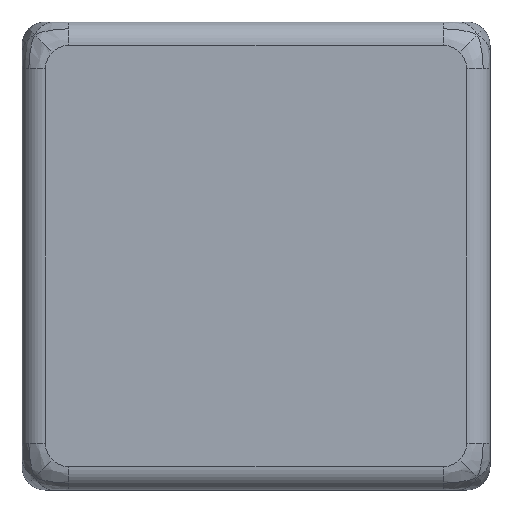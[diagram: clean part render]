
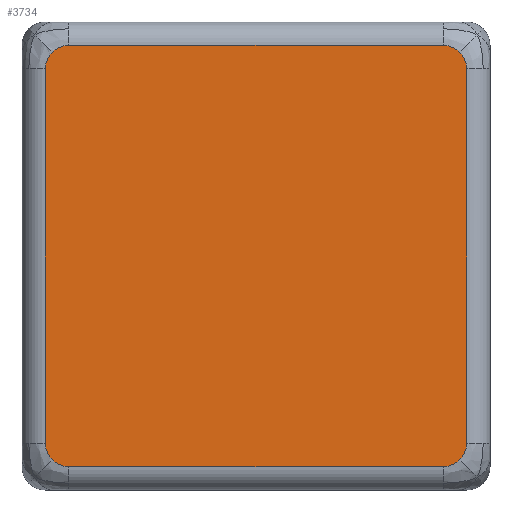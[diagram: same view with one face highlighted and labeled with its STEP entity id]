
A CAD part, left-side view. The second image highlights one B-rep face of the part: STEP entity #3734.
In plain terms, the highlighted planar face has unit normal (-1, 0, 0).
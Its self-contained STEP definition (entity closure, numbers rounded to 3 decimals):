
#302=LINE('',#9938,#562);
#303=LINE('',#9940,#563);
#308=LINE('',#9948,#568);
#310=LINE('',#9951,#570);
#562=VECTOR('',#4955,10.);
#563=VECTOR('',#4958,10.);
#568=VECTOR('',#4969,10.);
#570=VECTOR('',#4973,10.);
#650=PLANE('',#4071);
#860=FACE_OUTER_BOUND('',#1072,.T.);
#1072=EDGE_LOOP('',(#3403,#3404,#3405,#3406,#3407,#3408,#3409,#3410,#3411,
#3412,#3413,#3414));
#1187=CIRCLE('',#3919,4.999);
#1197=CIRCLE('',#3929,4.999);
#1207=CIRCLE('',#3939,4.999);
#1217=CIRCLE('',#3949,4.999);
#1276=CIRCLE('',#4058,4.999);
#1278=CIRCLE('',#4060,4.999);
#1280=CIRCLE('',#4062,4.999);
#1282=CIRCLE('',#4064,4.999);
#1565=VERTEX_POINT('',#7684);
#1566=VERTEX_POINT('',#7691);
#1577=VERTEX_POINT('',#7922);
#1578=VERTEX_POINT('',#7929);
#1589=VERTEX_POINT('',#8160);
#1590=VERTEX_POINT('',#8167);
#1601=VERTEX_POINT('',#8398);
#1602=VERTEX_POINT('',#8405);
#1735=VERTEX_POINT('',#9817);
#1736=VERTEX_POINT('',#9856);
#1737=VERTEX_POINT('',#9895);
#1738=VERTEX_POINT('',#9934);
#2029=EDGE_CURVE('',#1565,#1566,#1187,.T.);
#2045=EDGE_CURVE('',#1577,#1578,#1197,.T.);
#2061=EDGE_CURVE('',#1589,#1590,#1207,.T.);
#2077=EDGE_CURVE('',#1601,#1602,#1217,.T.);
#2287=EDGE_CURVE('',#1735,#1601,#1276,.T.);
#2289=EDGE_CURVE('',#1736,#1589,#1278,.T.);
#2291=EDGE_CURVE('',#1737,#1577,#1280,.T.);
#2293=EDGE_CURVE('',#1738,#1565,#1282,.T.);
#2294=EDGE_CURVE('',#1590,#1738,#302,.T.);
#2295=EDGE_CURVE('',#1566,#1737,#303,.T.);
#2300=EDGE_CURVE('',#1578,#1735,#308,.T.);
#2302=EDGE_CURVE('',#1602,#1736,#310,.T.);
#3403=ORIENTED_EDGE('',*,*,#2293,.F.);
#3404=ORIENTED_EDGE('',*,*,#2294,.F.);
#3405=ORIENTED_EDGE('',*,*,#2061,.F.);
#3406=ORIENTED_EDGE('',*,*,#2289,.F.);
#3407=ORIENTED_EDGE('',*,*,#2302,.F.);
#3408=ORIENTED_EDGE('',*,*,#2077,.F.);
#3409=ORIENTED_EDGE('',*,*,#2287,.F.);
#3410=ORIENTED_EDGE('',*,*,#2300,.F.);
#3411=ORIENTED_EDGE('',*,*,#2045,.F.);
#3412=ORIENTED_EDGE('',*,*,#2291,.F.);
#3413=ORIENTED_EDGE('',*,*,#2295,.F.);
#3414=ORIENTED_EDGE('',*,*,#2029,.F.);
#3734=ADVANCED_FACE('',(#860),#650,.F.);
#3919=AXIS2_PLACEMENT_3D('',#7692,#4534,#4535);
#3929=AXIS2_PLACEMENT_3D('',#7930,#4554,#4555);
#3939=AXIS2_PLACEMENT_3D('',#8168,#4574,#4575);
#3949=AXIS2_PLACEMENT_3D('',#8406,#4594,#4595);
#4058=AXIS2_PLACEMENT_3D('',#9819,#4939,#4940);
#4060=AXIS2_PLACEMENT_3D('',#9858,#4943,#4944);
#4062=AXIS2_PLACEMENT_3D('',#9897,#4947,#4948);
#4064=AXIS2_PLACEMENT_3D('',#9936,#4951,#4952);
#4071=AXIS2_PLACEMENT_3D('',#9952,#4974,#4975);
#4534=DIRECTION('center_axis',(1.,0.,0.));
#4535=DIRECTION('ref_axis',(0.,0.707,-0.707));
#4554=DIRECTION('center_axis',(1.,0.,0.));
#4555=DIRECTION('ref_axis',(0.,0.707,0.707));
#4574=DIRECTION('center_axis',(1.,0.,0.));
#4575=DIRECTION('ref_axis',(0.,-0.707,-0.707));
#4594=DIRECTION('center_axis',(1.,0.,0.));
#4595=DIRECTION('ref_axis',(0.,-0.707,0.707));
#4939=DIRECTION('center_axis',(1.,0.,0.));
#4940=DIRECTION('ref_axis',(0.,-0.707,0.707));
#4943=DIRECTION('center_axis',(1.,0.,0.));
#4944=DIRECTION('ref_axis',(0.,-0.707,-0.707));
#4947=DIRECTION('center_axis',(1.,0.,0.));
#4948=DIRECTION('ref_axis',(0.,0.707,0.707));
#4951=DIRECTION('center_axis',(1.,0.,0.));
#4952=DIRECTION('ref_axis',(0.,0.707,-0.707));
#4955=DIRECTION('',(0.,1.,0.));
#4958=DIRECTION('',(0.,0.,1.));
#4969=DIRECTION('',(0.,-1.,0.));
#4973=DIRECTION('',(0.,0.,-1.));
#4974=DIRECTION('center_axis',(1.,0.,0.));
#4975=DIRECTION('ref_axis',(0.,0.,-1.));
#7684=CARTESIAN_POINT('',(0.,93.536,-93.536));
#7691=CARTESIAN_POINT('',(0.,95.,-90.001));
#7692=CARTESIAN_POINT('Origin',(0.,90.001,-90.001));
#7922=CARTESIAN_POINT('',(0.,93.536,-6.464));
#7929=CARTESIAN_POINT('',(0.,90.001,-5.));
#7930=CARTESIAN_POINT('Origin',(0.,90.001,-9.999));
#8160=CARTESIAN_POINT('',(0.,6.464,-93.536));
#8167=CARTESIAN_POINT('',(0.,9.999,-95.));
#8168=CARTESIAN_POINT('Origin',(0.,9.999,-90.001));
#8398=CARTESIAN_POINT('',(0.,6.464,-6.464));
#8405=CARTESIAN_POINT('',(0.,5.,-9.999));
#8406=CARTESIAN_POINT('Origin',(0.,9.999,-9.999));
#9817=CARTESIAN_POINT('',(0.,9.999,-5.));
#9819=CARTESIAN_POINT('Origin',(0.,9.999,-9.999));
#9856=CARTESIAN_POINT('',(0.,5.,-90.001));
#9858=CARTESIAN_POINT('Origin',(0.,9.999,-90.001));
#9895=CARTESIAN_POINT('',(0.,95.,-9.999));
#9897=CARTESIAN_POINT('Origin',(0.,90.001,-9.999));
#9934=CARTESIAN_POINT('',(0.,90.001,-95.));
#9936=CARTESIAN_POINT('Origin',(0.,90.001,-90.001));
#9938=CARTESIAN_POINT('',(0.,50.,-95.));
#9940=CARTESIAN_POINT('',(0.,95.,-50.));
#9948=CARTESIAN_POINT('',(0.,50.,-5.));
#9951=CARTESIAN_POINT('',(0.,5.,-50.));
#9952=CARTESIAN_POINT('Origin',(0.,50.,-50.));
